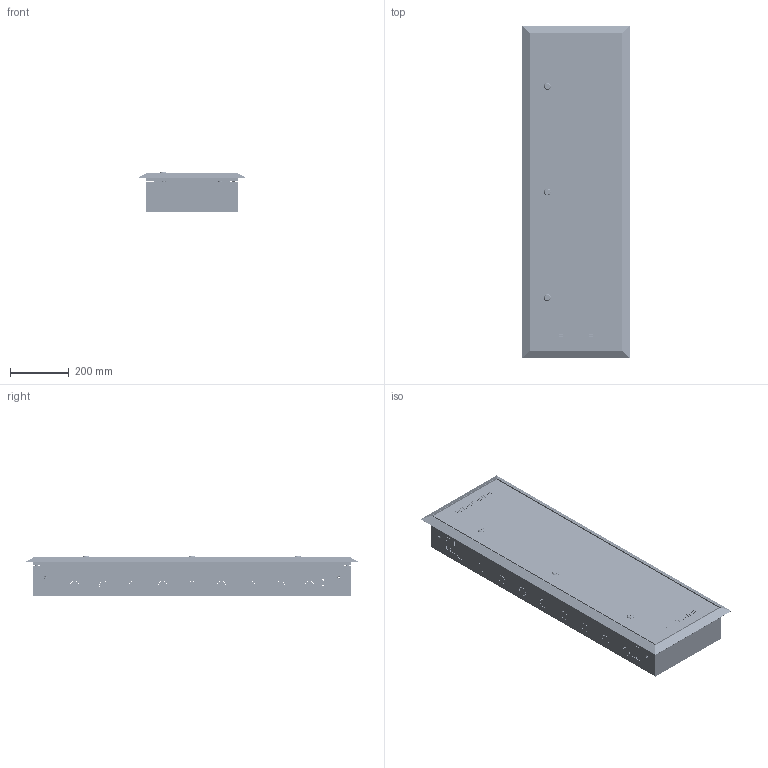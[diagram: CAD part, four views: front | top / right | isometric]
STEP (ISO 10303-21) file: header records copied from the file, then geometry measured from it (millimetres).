
FILE_DESCRIPTION (( 'STEP AP214' ), '1' );
FILE_NAME ('TI5-51-V-1X084-30 TITAN 5 Êîðïóñ êîìáèíèðîâàííûé ÙÐâ-60 (1õ84) áåëûé IEK.STEP', '2024-12-06T12:59:11', ( '' ), ( '' ), 'SwSTEP 2.0', 'SolidWorks 2022', '' );
FILE_SCHEMA (( 'AUTOMOTIVE_DESIGN' ));
Length unit declared in the file: millimetre
Products named in the file (1): TI5-51-V-1X084-30 TITAN 5 Корпус комбинированный ЩРв-60 (1х84) белый IEK
Bounding box: 365.36 x 1130.7 x 134.7 mm (x, y, z)
Volume: 3798092.3 mm3; surface area: 4120054.8 mm2
Topology: 71 solids, 90 shells, 10224 faces, 28296 edges, 18533 vertices
Faces by surface type: plane 5580, cylinder 3228, bspline 583, cone 511, torus 197, sphere 125
Entity records: 504685 total; most frequent: CARTESIAN_POINT 128452, ORIENTED_EDGE 56532, DIRECTION 51499, EDGE_CURVE 28266, VERTEX_POINT 18533, LINE 17697, VECTOR 17697, AXIS2_PLACEMENT_3D 16901
